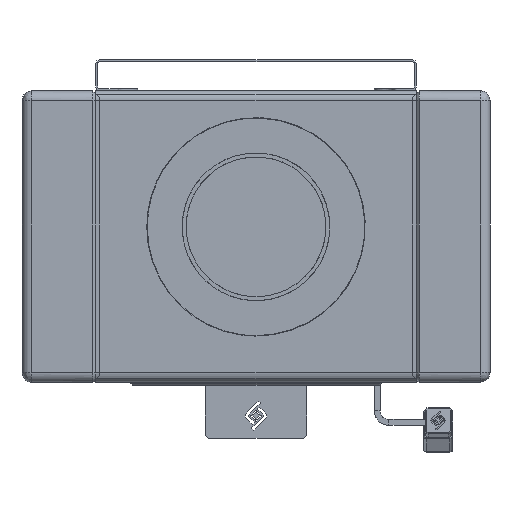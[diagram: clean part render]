
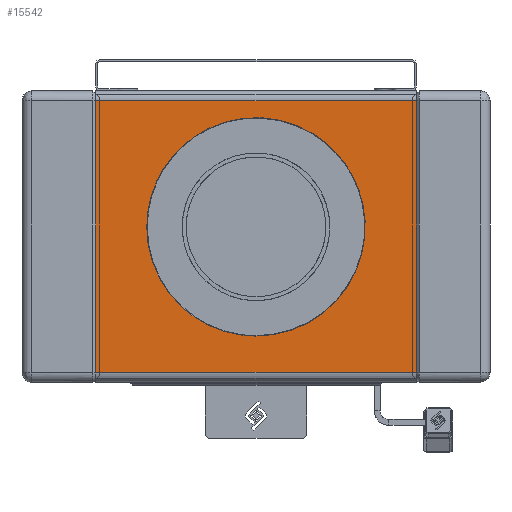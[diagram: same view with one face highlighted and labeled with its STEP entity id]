
A CAD part, front view. The second image highlights one B-rep face of the part: STEP entity #15542.
In plain terms, the highlighted free-form (B-spline) face has degree [1, 1] with [2, 2] control points.
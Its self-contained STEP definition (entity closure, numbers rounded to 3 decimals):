
#15215 = VERTEX_POINT('',#15216);
#15216 = CARTESIAN_POINT('',(0.,-1381.777,-139.317));
#15221 = EDGE_CURVE('',#15215,#15215,#15222,.T.);
#15222 = ( BOUNDED_CURVE() B_SPLINE_CURVE(2,(#15223,#15224,#15225,#15226
    ,#15227,#15228,#15229),.UNSPECIFIED.,.T.,.F.) 
B_SPLINE_CURVE_WITH_KNOTS((1,2,2,2,2,1),(-2.094,0.,
    2.094,4.189,6.283,8.378),
.UNSPECIFIED.) CURVE() GEOMETRIC_REPRESENTATION_ITEM() 
RATIONAL_B_SPLINE_CURVE((1.,0.5,1.,0.5,1.,0.5,1.)) REPRESENTATION_ITEM(
  '') );
#15223 = CARTESIAN_POINT('',(0.,-1381.777,-139.317));
#15224 = CARTESIAN_POINT('',(241.304,-1381.777,
    -139.317));
#15225 = CARTESIAN_POINT('',(120.652,-1381.777,
    69.658));
#15226 = CARTESIAN_POINT('',(0.,-1381.777,
    278.634));
#15227 = CARTESIAN_POINT('',(-120.652,-1381.777,
    69.658));
#15228 = CARTESIAN_POINT('',(-241.304,-1381.777,
    -139.317));
#15229 = CARTESIAN_POINT('',(0.,-1381.777,-139.317));
#15507 = VERTEX_POINT('',#15508);
#15508 = CARTESIAN_POINT('',(-204.332,-1381.777,
    -185.756));
#15524 = VERTEX_POINT('',#15525);
#15525 = CARTESIAN_POINT('',(204.332,-1381.777,
    -185.756));
#15531 = EDGE_CURVE('',#15524,#15507,#15532,.T.);
#15532 = B_SPLINE_CURVE_WITH_KNOTS('',1,(#15533,#15534),.UNSPECIFIED.,
  .F.,.F.,(2,2),(0.,330.),.PIECEWISE_BEZIER_KNOTS.);
#15533 = CARTESIAN_POINT('',(204.332,-1381.777,
    -185.756));
#15534 = CARTESIAN_POINT('',(-204.332,-1381.777,
    -185.756));
#15542 = ADVANCED_FACE('',(#15543,#15546),#15568,.F.);
#15543 = FACE_BOUND('',#15544,.T.);
#15544 = EDGE_LOOP('',(#15545));
#15545 = ORIENTED_EDGE('',*,*,#15221,.F.);
#15546 = FACE_BOUND('',#15547,.T.);
#15547 = EDGE_LOOP('',(#15548,#15555,#15556,#15563));
#15548 = ORIENTED_EDGE('',*,*,#15549,.T.);
#15549 = EDGE_CURVE('',#15550,#15507,#15552,.T.);
#15550 = VERTEX_POINT('',#15551);
#15551 = CARTESIAN_POINT('',(-204.332,-1381.777,
    160.989));
#15552 = B_SPLINE_CURVE_WITH_KNOTS('',1,(#15553,#15554),.UNSPECIFIED.,
  .F.,.F.,(2,2),(0.,280.),.PIECEWISE_BEZIER_KNOTS.);
#15553 = CARTESIAN_POINT('',(-204.332,-1381.777,
    160.989));
#15554 = CARTESIAN_POINT('',(-204.332,-1381.777,
    -185.756));
#15555 = ORIENTED_EDGE('',*,*,#15531,.F.);
#15556 = ORIENTED_EDGE('',*,*,#15557,.F.);
#15557 = EDGE_CURVE('',#15558,#15524,#15560,.T.);
#15558 = VERTEX_POINT('',#15559);
#15559 = CARTESIAN_POINT('',(204.332,-1381.777,
    160.989));
#15560 = B_SPLINE_CURVE_WITH_KNOTS('',1,(#15561,#15562),.UNSPECIFIED.,
  .F.,.F.,(2,2),(0.,280.),.PIECEWISE_BEZIER_KNOTS.);
#15561 = CARTESIAN_POINT('',(204.332,-1381.777,
    160.989));
#15562 = CARTESIAN_POINT('',(204.332,-1381.777,
    -185.756));
#15563 = ORIENTED_EDGE('',*,*,#15564,.T.);
#15564 = EDGE_CURVE('',#15558,#15550,#15565,.T.);
#15565 = B_SPLINE_CURVE_WITH_KNOTS('',1,(#15566,#15567),.UNSPECIFIED.,
  .F.,.F.,(2,2),(0.,330.),.PIECEWISE_BEZIER_KNOTS.);
#15566 = CARTESIAN_POINT('',(204.332,-1381.777,
    160.989));
#15567 = CARTESIAN_POINT('',(-204.332,-1381.777,
    160.989));
#15568 = B_SPLINE_SURFACE_WITH_KNOTS('',1,1,(
    (#15569,#15570)
    ,(#15571,#15572
    )),.UNSPECIFIED.,.F.,.F.,.F.,(2,2),(2,2),(-280.,0.),(-330.,0.),
  .PIECEWISE_BEZIER_KNOTS.);
#15569 = CARTESIAN_POINT('',(-204.332,-1381.777,
    -185.756));
#15570 = CARTESIAN_POINT('',(204.332,-1381.777,
    -185.756));
#15571 = CARTESIAN_POINT('',(-204.332,-1381.777,
    160.989));
#15572 = CARTESIAN_POINT('',(204.332,-1381.777,
    160.989));
